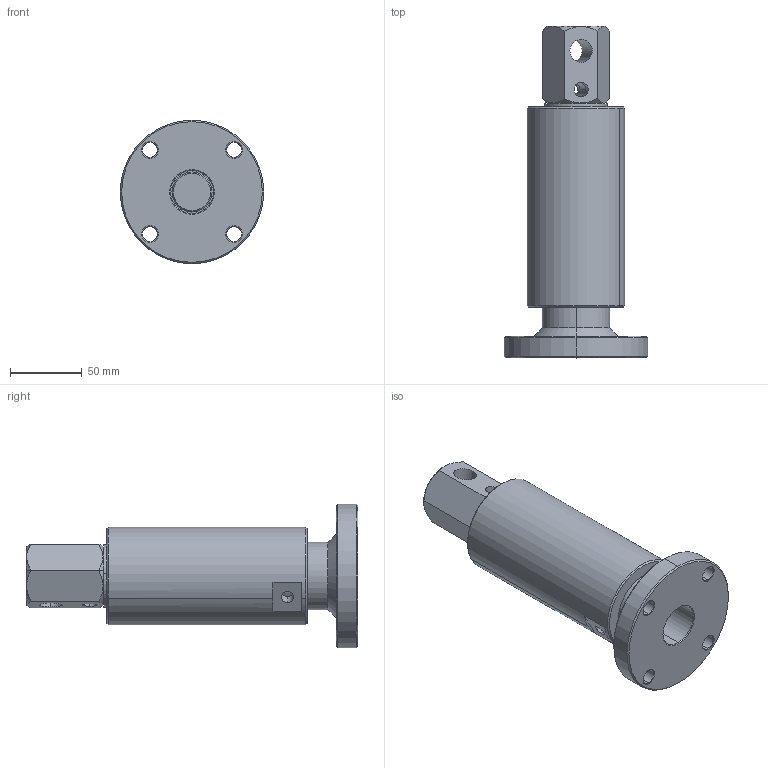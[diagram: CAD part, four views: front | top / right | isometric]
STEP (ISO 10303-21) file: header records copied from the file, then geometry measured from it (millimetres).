
FILE_DESCRIPTION (( 'STEP AP214' ), '1' );
FILE_NAME ('M80-5.STEP', '2020-04-29T09:50:14', ( '' ), ( '' ), 'SwSTEP 2.0', 'SolidWorks 2015', '' );
FILE_SCHEMA (( 'AUTOMOTIVE_DESIGN' ));
Length unit declared in the file: millimetre
Products named in the file (6): M80-5-2; M80-5-5; M80-5-4; M80-5-3; M80-5-1; M80-5
Assembly tree (6 placements, depth 2):
  M80-5
    M80-5-1
    M80-5-3
    M80-5-4
    M80-5-5  x2
    M80-5-2
Bounding box: 100 x 231.3 x 100 mm (x, y, z)
Volume: 692684.1 mm3; surface area: 146497.3 mm2
Topology: 6 solids, 6 shells, 162 faces, 364 edges, 220 vertices
Faces by surface type: cylinder 54, cone 50, plane 46, bspline 12
Entity records: 11120 total; most frequent: CARTESIAN_POINT 7419, DIRECTION 724, ORIENTED_EDGE 704, EDGE_CURVE 352, AXIS2_PLACEMENT_3D 289, VERTEX_POINT 212, EDGE_LOOP 186, ADVANCED_FACE 156
